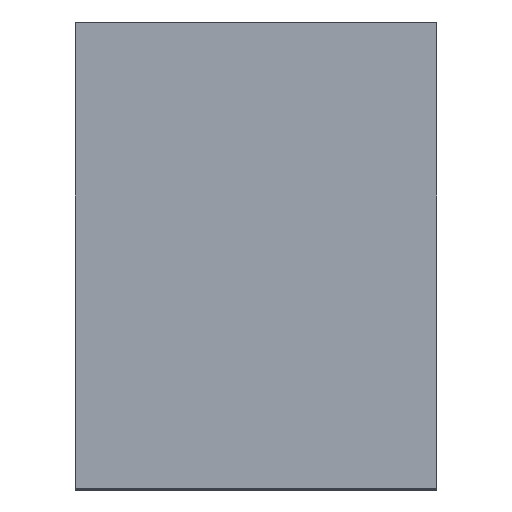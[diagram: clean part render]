
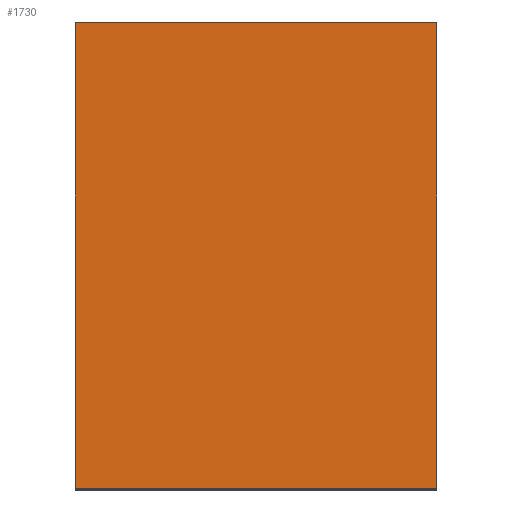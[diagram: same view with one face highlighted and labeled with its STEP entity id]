
A CAD part, top view. The second image highlights one B-rep face of the part: STEP entity #1730.
In plain terms, the highlighted face is planar.
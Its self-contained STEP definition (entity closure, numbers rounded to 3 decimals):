
#224 = EDGE_CURVE ( 'NONE', #1416, #2106, #3301, .T. ) ;
#226 = CARTESIAN_POINT ( 'NONE',  ( 0., 0., -3. ) ) ;
#319 = EDGE_LOOP ( 'NONE', ( #611, #2754, #4358, #3721 ) ) ;
#356 = VECTOR ( 'NONE', #856, 1000. ) ;
#372 = CARTESIAN_POINT ( 'NONE',  ( 750., -970., -3. ) ) ;
#611 = ORIENTED_EDGE ( 'NONE', *, *, #224, .F. ) ;
#732 = CARTESIAN_POINT ( 'NONE',  ( -750., -964., -3. ) ) ;
#752 = CARTESIAN_POINT ( 'NONE',  ( 750., -964., -3. ) ) ;
#856 = DIRECTION ( 'NONE',  ( 1., 0., 0. ) ) ;
#1130 = DIRECTION ( 'NONE',  ( 0., 1., 0. ) ) ;
#1340 = DIRECTION ( 'NONE',  ( -1., 0., 0. ) ) ;
#1396 = VECTOR ( 'NONE', #4184, 1000. ) ;
#1399 = DIRECTION ( 'NONE',  ( -1., 0., 0. ) ) ;
#1416 = VERTEX_POINT ( 'NONE', #752 ) ;
#1730 = ADVANCED_FACE ( 'NONE', ( #3046 ), #2680, .T. ) ;
#1986 = AXIS2_PLACEMENT_3D ( 'NONE', #226, #4254, #1399 ) ;
#2106 = VERTEX_POINT ( 'NONE', #4133 ) ;
#2230 = EDGE_CURVE ( 'NONE', #2106, #2565, #3096, .T. ) ;
#2565 = VERTEX_POINT ( 'NONE', #3045 ) ;
#2644 = CARTESIAN_POINT ( 'NONE',  ( -750., -964., -3. ) ) ;
#2680 = PLANE ( 'NONE',  #1986 ) ;
#2744 = LINE ( 'NONE', #2644, #356 ) ;
#2754 = ORIENTED_EDGE ( 'NONE', *, *, #3750, .F. ) ;
#2780 = VECTOR ( 'NONE', #1130, 1000. ) ;
#3045 = CARTESIAN_POINT ( 'NONE',  ( -750., 970., -3. ) ) ;
#3046 = FACE_OUTER_BOUND ( 'NONE', #319, .T. ) ;
#3096 = LINE ( 'NONE', #3886, #3995 ) ;
#3301 = LINE ( 'NONE', #372, #2780 ) ;
#3475 = CARTESIAN_POINT ( 'NONE',  ( -750., -970., -3. ) ) ;
#3721 = ORIENTED_EDGE ( 'NONE', *, *, #2230, .F. ) ;
#3750 = EDGE_CURVE ( 'NONE', #4228, #1416, #2744, .T. ) ;
#3886 = CARTESIAN_POINT ( 'NONE',  ( -750., 970., -3. ) ) ;
#3901 = EDGE_CURVE ( 'NONE', #2565, #4228, #4555, .T. ) ;
#3995 = VECTOR ( 'NONE', #1340, 1000. ) ;
#4133 = CARTESIAN_POINT ( 'NONE',  ( 750., 970., -3. ) ) ;
#4184 = DIRECTION ( 'NONE',  ( 0., -1., 0. ) ) ;
#4228 = VERTEX_POINT ( 'NONE', #732 ) ;
#4254 = DIRECTION ( 'NONE',  ( 0., 0., -1. ) ) ;
#4358 = ORIENTED_EDGE ( 'NONE', *, *, #3901, .F. ) ;
#4555 = LINE ( 'NONE', #3475, #1396 ) ;
